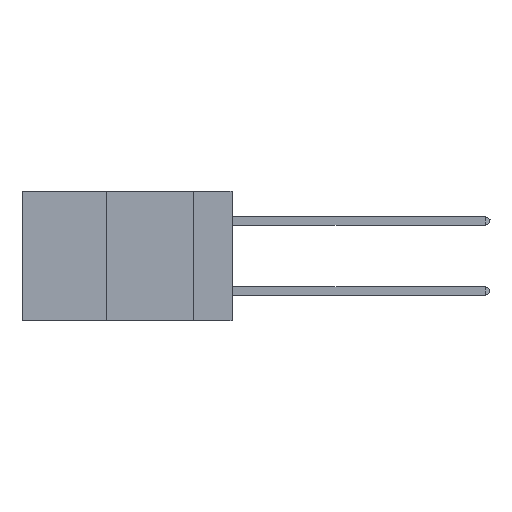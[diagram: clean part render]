
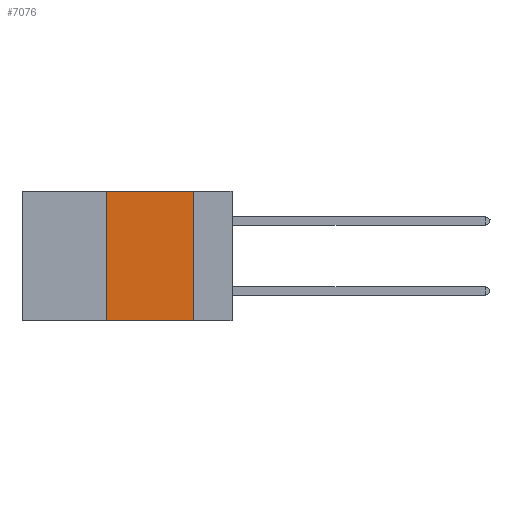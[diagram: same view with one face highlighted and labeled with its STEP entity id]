
A CAD part, left-side view. The second image highlights one B-rep face of the part: STEP entity #7076.
In plain terms, the highlighted planar face has unit normal (-1, 0, 0).
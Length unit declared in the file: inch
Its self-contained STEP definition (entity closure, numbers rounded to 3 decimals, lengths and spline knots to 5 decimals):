
#80 = DIRECTION ( 'NONE',  ( 1., 0., 0. ) ) ;
#410 = CARTESIAN_POINT ( 'NONE',  ( 0., 0.36, 0. ) ) ;
#514 = CARTESIAN_POINT ( 'NONE',  ( 0., 0.11, 0. ) ) ;
#920 = EDGE_CURVE ( 'NONE', #1848, #1419, #4859, .T. ) ;
#1057 = DIRECTION ( 'NONE',  ( 0., 0., -1. ) ) ;
#1205 = DIRECTION ( 'NONE',  ( 0., 0., 1. ) ) ;
#1419 = VERTEX_POINT ( 'NONE', #5403 ) ;
#1428 = CARTESIAN_POINT ( 'NONE',  ( 0., 0.6, 0. ) ) ;
#1466 = EDGE_CURVE ( 'NONE', #1848, #3133, #1966, .T. ) ;
#1848 = VERTEX_POINT ( 'NONE', #7170 ) ;
#1966 = LINE ( 'NONE', #2956, #10288 ) ;
#1980 = DIRECTION ( 'NONE',  ( 0., -1., 0. ) ) ;
#2856 = ORIENTED_EDGE ( 'NONE', *, *, #10682, .F. ) ;
#2956 = CARTESIAN_POINT ( 'NONE',  ( 0., 0.36, 0. ) ) ;
#3133 = VERTEX_POINT ( 'NONE', #410 ) ;
#3592 = LINE ( 'NONE', #11049, #7602 ) ;
#3760 = ORIENTED_EDGE ( 'NONE', *, *, #4868, .F. ) ;
#4406 = CARTESIAN_POINT ( 'NONE',  ( 0., 0.6, 0. ) ) ;
#4859 = LINE ( 'NONE', #8958, #7897 ) ;
#4868 = EDGE_CURVE ( 'NONE', #5412, #1419, #3592, .T. ) ;
#5403 = CARTESIAN_POINT ( 'NONE',  ( 0., 0.11, -0.37 ) ) ;
#5412 = VERTEX_POINT ( 'NONE', #514 ) ;
#5958 = VECTOR ( 'NONE', #8390, 39.37008 ) ;
#6836 = LINE ( 'NONE', #1428, #5958 ) ;
#7076 = ADVANCED_FACE ( 'NONE', ( #7967 ), #9756, .F. ) ;
#7170 = CARTESIAN_POINT ( 'NONE',  ( 0., 0.36, -0.37 ) ) ;
#7479 = DIRECTION ( 'NONE',  ( 0., 0., -1. ) ) ;
#7602 = VECTOR ( 'NONE', #7479, 39.37008 ) ;
#7897 = VECTOR ( 'NONE', #1980, 39.37008 ) ;
#7967 = FACE_OUTER_BOUND ( 'NONE', #10556, .T. ) ;
#8390 = DIRECTION ( 'NONE',  ( 0., -1., 0. ) ) ;
#8958 = CARTESIAN_POINT ( 'NONE',  ( 0., 0.6, -0.37 ) ) ;
#9370 = AXIS2_PLACEMENT_3D ( 'NONE', #4406, #80, #1057 ) ;
#9756 = PLANE ( 'NONE',  #9370 ) ;
#10072 = ORIENTED_EDGE ( 'NONE', *, *, #920, .T. ) ;
#10288 = VECTOR ( 'NONE', #1205, 39.37008 ) ;
#10556 = EDGE_LOOP ( 'NONE', ( #3760, #2856, #10608, #10072 ) ) ;
#10608 = ORIENTED_EDGE ( 'NONE', *, *, #1466, .F. ) ;
#10682 = EDGE_CURVE ( 'NONE', #3133, #5412, #6836, .T. ) ;
#11049 = CARTESIAN_POINT ( 'NONE',  ( 0., 0.11, 0. ) ) ;
